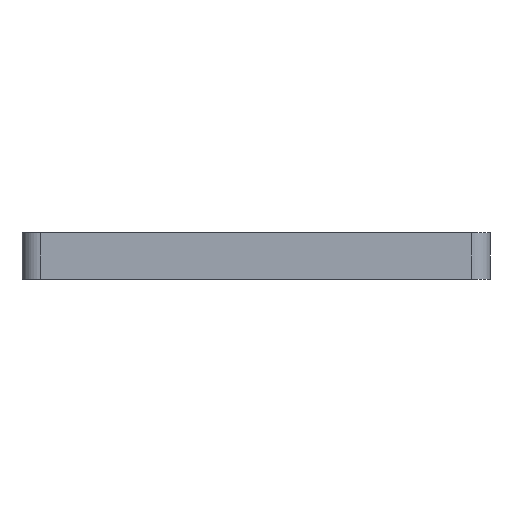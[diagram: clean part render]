
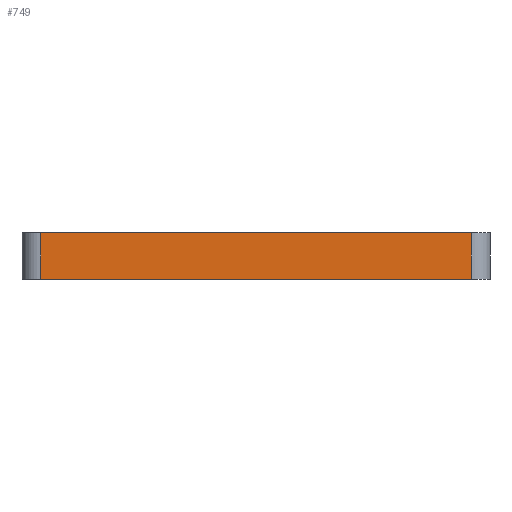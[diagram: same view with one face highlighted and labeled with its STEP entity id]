
A CAD part, front view. The second image highlights one B-rep face of the part: STEP entity #749.
In plain terms, the highlighted planar face has unit normal (0, -1, 0).
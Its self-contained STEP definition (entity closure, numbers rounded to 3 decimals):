
#58=PLANE('',#856);
#83=FACE_OUTER_BOUND('',#154,.T.);
#154=EDGE_LOOP('',(#642,#643,#644,#645));
#188=LINE('',#1162,#241);
#193=LINE('',#1211,#246);
#207=LINE('',#1279,#260);
#209=LINE('',#1282,#262);
#241=VECTOR('',#926,10.);
#246=VECTOR('',#977,10.);
#260=VECTOR('',#1055,10.);
#262=VECTOR('',#1059,10.);
#348=VERTEX_POINT('',#1159);
#349=VERTEX_POINT('',#1161);
#369=VERTEX_POINT('',#1208);
#370=VERTEX_POINT('',#1210);
#422=EDGE_CURVE('',#348,#349,#188,.T.);
#447=EDGE_CURVE('',#369,#370,#193,.T.);
#481=EDGE_CURVE('',#370,#348,#207,.T.);
#483=EDGE_CURVE('',#349,#369,#209,.T.);
#642=ORIENTED_EDGE('',*,*,#481,.F.);
#643=ORIENTED_EDGE('',*,*,#447,.F.);
#644=ORIENTED_EDGE('',*,*,#483,.F.);
#645=ORIENTED_EDGE('',*,*,#422,.F.);
#749=ADVANCED_FACE('',(#83),#58,.T.);
#856=AXIS2_PLACEMENT_3D('',#1281,#1057,#1058);
#926=DIRECTION('',(-1.,0.,0.));
#977=DIRECTION('',(1.,0.,0.));
#1055=DIRECTION('',(0.,0.,-1.));
#1057=DIRECTION('center_axis',(0.,-1.,0.));
#1058=DIRECTION('ref_axis',(1.,0.,0.));
#1059=DIRECTION('',(0.,0.,1.));
#1159=CARTESIAN_POINT('',(23.,-25.,0.));
#1161=CARTESIAN_POINT('',(-23.,-25.,0.));
#1162=CARTESIAN_POINT('',(25.,-25.,0.));
#1208=CARTESIAN_POINT('',(-23.,-25.,5.));
#1210=CARTESIAN_POINT('',(23.,-25.,5.));
#1211=CARTESIAN_POINT('',(25.,-25.,5.));
#1279=CARTESIAN_POINT('',(23.,-25.,0.));
#1281=CARTESIAN_POINT('Origin',(-25.,-25.,0.));
#1282=CARTESIAN_POINT('',(-23.,-25.,0.));
